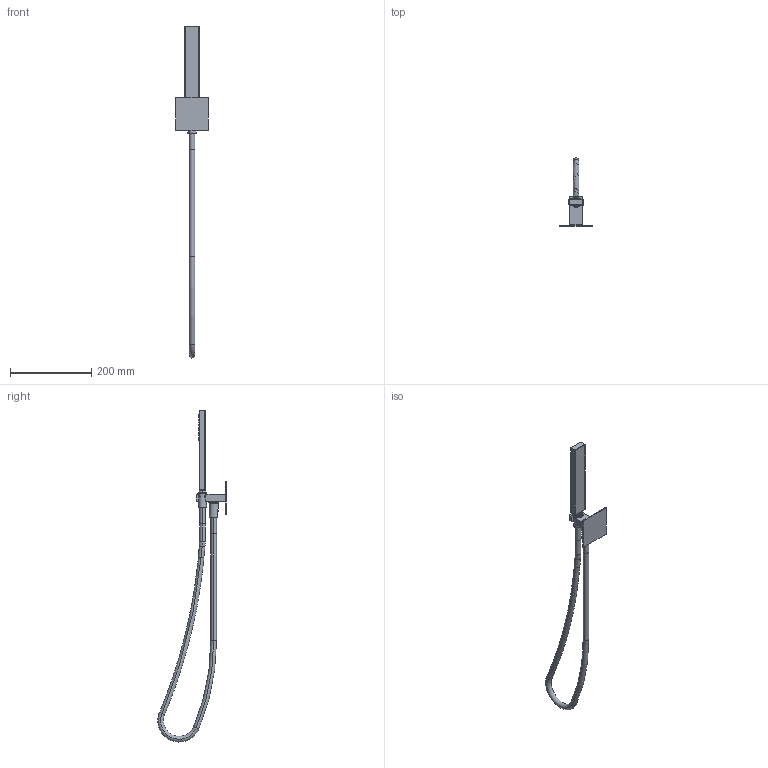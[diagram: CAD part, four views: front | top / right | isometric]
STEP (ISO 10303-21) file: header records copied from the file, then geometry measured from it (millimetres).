
FILE_DESCRIPTION(('CATIA V5 STEP Exchange','CAx-IF Rec.Pracs.--- Model Styling and Organization---1.5--- 2016-08-15','CAx-IF Rec.Pracs.---Supplemental Geometry---1.0---2011-11-01','CAx-IF Rec.Pracs.--- Composite Materials ---3.4---2017-06-13','CAx-IF Rec.Pracs.---Tessellated 3D Geometry---1.0---2015-12-17'),'2;1');
FILE_NAME('DS0G5120xx.stp','2024-06-06T12:34:32+00:00',('none'),('none'),'CATIA Version 5-6 Release 2020 SP2','CATIA V5 STEP AP242 v2','none');
FILE_SCHEMA(('AP242_MANAGED_MODEL_BASED_3D_ENGINEERING_MIM_LF {1 0 10303 442 1 1 4}'));
Length unit declared in the file: millimetre
Products named in the file (1): DS0G5110xx
Bounding box: 80 x 169.05 x 819.09 mm (x, y, z)
Volume: 304146 mm3; surface area: 123880.2 mm2
Topology: 48 solids, 50 shells, 1045 faces, 2486 edges, 1643 vertices
Faces by surface type: plane 759, cylinder 244, cone 15, torus 13, sphere 8, bspline 6
Entity records: 30348 total; most frequent: CARTESIAN_POINT 7364, ORIENTED_EDGE 4972, DIRECTION 3743, EDGE_CURVE 2486, VECTOR 1916, LINE 1916, VERTEX_POINT 1643, EDGE_LOOP 1329
